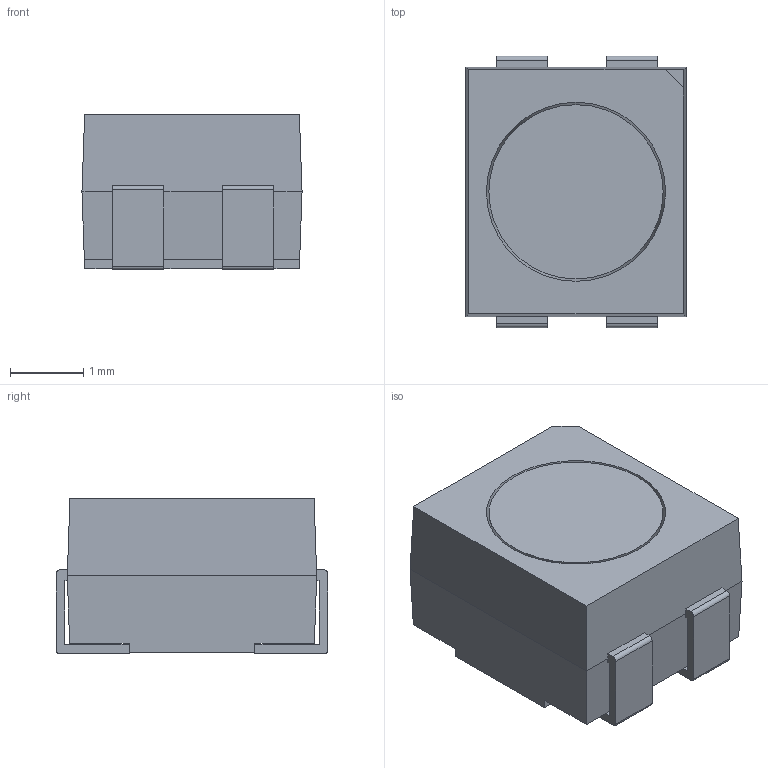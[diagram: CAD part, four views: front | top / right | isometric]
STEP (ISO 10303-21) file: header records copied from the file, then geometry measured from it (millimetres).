
FILE_DESCRIPTION(/* description */ ('Unknown'),/* implementation_level */ '2;1');
FILE_NAME(/* name */ 'LSG T676-P7Q7-1+N7P7-24',/* time_stamp */ '2023-02-13T11:02:25+02:00',/* author */ ('Unknown'),/* organization */ ('Unknown'),/* preprocessor_version */ 'ST-DEVELOPER v18.1',/* originating_system */ 'Solid Edge',/* authorisation */ 'Unknown');
FILE_SCHEMA (('AUTOMOTIVE_DESIGN {1 0 10303 214 3 1 1}'));
Length unit declared in the file: millimetre
Products named in the file (1): LSG T676-P7Q7-1+N7P7-24
Bounding box: 3 x 3.7 x 2.11 mm (x, y, z)
Volume: 18.5 mm3; surface area: 72.1 mm2
Topology: 2 solids, 2 shells, 75 faces, 224 edges, 148 vertices
Faces by surface type: plane 65, cylinder 8, cone 2
Entity records: 3029 total; most frequent: CARTESIAN_POINT 446, ORIENTED_EDGE 444, DIRECTION 394, EDGE_CURVE 222, LINE 202, VECTOR 202, VERTEX_POINT 148, AXIS2_PLACEMENT_3D 96
